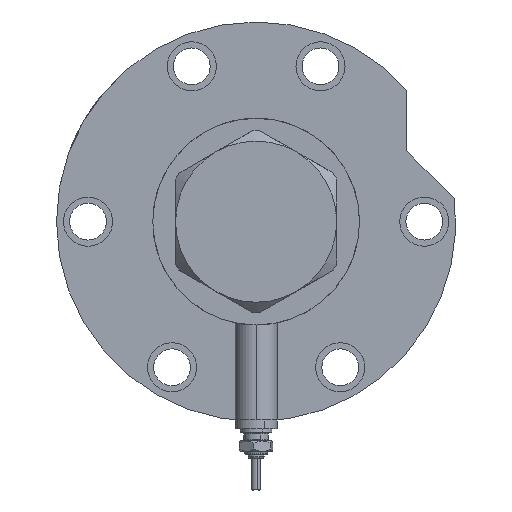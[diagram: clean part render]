
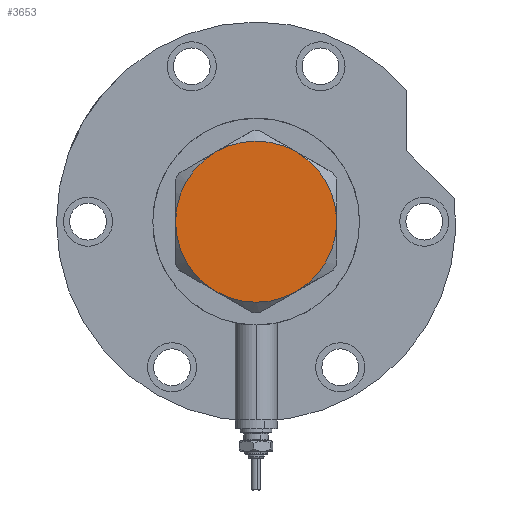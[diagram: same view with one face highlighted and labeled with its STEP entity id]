
A CAD part, left-side view. The second image highlights one B-rep face of the part: STEP entity #3653.
In plain terms, the highlighted face is planar.
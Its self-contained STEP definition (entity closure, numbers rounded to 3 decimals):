
#84 = DIRECTION ( 'NONE',  ( 0., 0., 1. ) ) ;
#183 = EDGE_LOOP ( 'NONE', ( #1814, #6575, #5034, #7236, #5218, #6178 ) ) ;
#315 = CARTESIAN_POINT ( 'NONE',  ( 0., 0., 13. ) ) ;
#394 = CARTESIAN_POINT ( 'NONE',  ( -11.5, 19.919, 13. ) ) ;
#502 = VERTEX_POINT ( 'NONE', #2203 ) ;
#956 = VERTEX_POINT ( 'NONE', #2089 ) ;
#994 = CIRCLE ( 'NONE', #1983, 23. ) ;
#1009 = CIRCLE ( 'NONE', #6487, 23. ) ;
#1036 = CARTESIAN_POINT ( 'NONE',  ( 0., 0., 13. ) ) ;
#1375 = CARTESIAN_POINT ( 'NONE',  ( 0., 0., 13. ) ) ;
#1451 = DIRECTION ( 'NONE',  ( 1., 0., 0. ) ) ;
#1453 = DIRECTION ( 'NONE',  ( 0., 0., 1. ) ) ;
#1476 = CARTESIAN_POINT ( 'NONE',  ( 0., 0., 13. ) ) ;
#1814 = ORIENTED_EDGE ( 'NONE', *, *, #6503, .T. ) ;
#1983 = AXIS2_PLACEMENT_3D ( 'NONE', #315, #4475, #2760 ) ;
#2089 = CARTESIAN_POINT ( 'NONE',  ( -23., 0., 13. ) ) ;
#2203 = CARTESIAN_POINT ( 'NONE',  ( -11.5, -19.919, 13. ) ) ;
#2241 = DIRECTION ( 'NONE',  ( 1., 0., 0. ) ) ;
#2315 = EDGE_CURVE ( 'NONE', #502, #5565, #5471, .T. ) ;
#2350 = DIRECTION ( 'NONE',  ( 1., 0., 0. ) ) ;
#2508 = VERTEX_POINT ( 'NONE', #394 ) ;
#2760 = DIRECTION ( 'NONE',  ( 1., 0., 0. ) ) ;
#2794 = DIRECTION ( 'NONE',  ( 0., 0., 1. ) ) ;
#2844 = VERTEX_POINT ( 'NONE', #7362 ) ;
#2948 = EDGE_CURVE ( 'NONE', #2508, #956, #994, .T. ) ;
#3012 = DIRECTION ( 'NONE',  ( 1., 0., 0. ) ) ;
#3072 = AXIS2_PLACEMENT_3D ( 'NONE', #5522, #1453, #6361 ) ;
#3209 = CIRCLE ( 'NONE', #4182, 23. ) ;
#3478 = EDGE_CURVE ( 'NONE', #2844, #6166, #6583, .T. ) ;
#3653 = ADVANCED_FACE ( 'NONE', ( #4412 ), #7521, .T. ) ;
#3779 = DIRECTION ( 'NONE',  ( 0., 0., 1. ) ) ;
#4182 = AXIS2_PLACEMENT_3D ( 'NONE', #1036, #2794, #2241 ) ;
#4412 = FACE_OUTER_BOUND ( 'NONE', #183, .T. ) ;
#4475 = DIRECTION ( 'NONE',  ( 0., 0., 1. ) ) ;
#4501 = AXIS2_PLACEMENT_3D ( 'NONE', #4591, #4941, #2350 ) ;
#4591 = CARTESIAN_POINT ( 'NONE',  ( 0., 0., 13. ) ) ;
#4941 = DIRECTION ( 'NONE',  ( 0., 0., 1. ) ) ;
#5034 = ORIENTED_EDGE ( 'NONE', *, *, #5194, .T. ) ;
#5194 = EDGE_CURVE ( 'NONE', #6166, #2508, #5255, .T. ) ;
#5218 = ORIENTED_EDGE ( 'NONE', *, *, #5815, .T. ) ;
#5255 = CIRCLE ( 'NONE', #3072, 23. ) ;
#5471 = CIRCLE ( 'NONE', #5963, 23. ) ;
#5522 = CARTESIAN_POINT ( 'NONE',  ( 0., 0., 13. ) ) ;
#5565 = VERTEX_POINT ( 'NONE', #6356 ) ;
#5815 = EDGE_CURVE ( 'NONE', #956, #502, #1009, .T. ) ;
#5963 = AXIS2_PLACEMENT_3D ( 'NONE', #6439, #84, #3012 ) ;
#6097 = DIRECTION ( 'NONE',  ( 1., 0., 0. ) ) ;
#6166 = VERTEX_POINT ( 'NONE', #6318 ) ;
#6178 = ORIENTED_EDGE ( 'NONE', *, *, #2315, .T. ) ;
#6318 = CARTESIAN_POINT ( 'NONE',  ( 11.5, 19.919, 13. ) ) ;
#6356 = CARTESIAN_POINT ( 'NONE',  ( 11.5, -19.919, 13. ) ) ;
#6361 = DIRECTION ( 'NONE',  ( 1., 0., 0. ) ) ;
#6439 = CARTESIAN_POINT ( 'NONE',  ( 0., 0., 13. ) ) ;
#6487 = AXIS2_PLACEMENT_3D ( 'NONE', #1375, #6665, #1451 ) ;
#6503 = EDGE_CURVE ( 'NONE', #5565, #2844, #3209, .T. ) ;
#6575 = ORIENTED_EDGE ( 'NONE', *, *, #3478, .T. ) ;
#6583 = CIRCLE ( 'NONE', #6707, 23. ) ;
#6665 = DIRECTION ( 'NONE',  ( 0., 0., 1. ) ) ;
#6707 = AXIS2_PLACEMENT_3D ( 'NONE', #1476, #3779, #6097 ) ;
#7236 = ORIENTED_EDGE ( 'NONE', *, *, #2948, .T. ) ;
#7362 = CARTESIAN_POINT ( 'NONE',  ( 23., 0., 13. ) ) ;
#7521 = PLANE ( 'NONE',  #4501 ) ;
